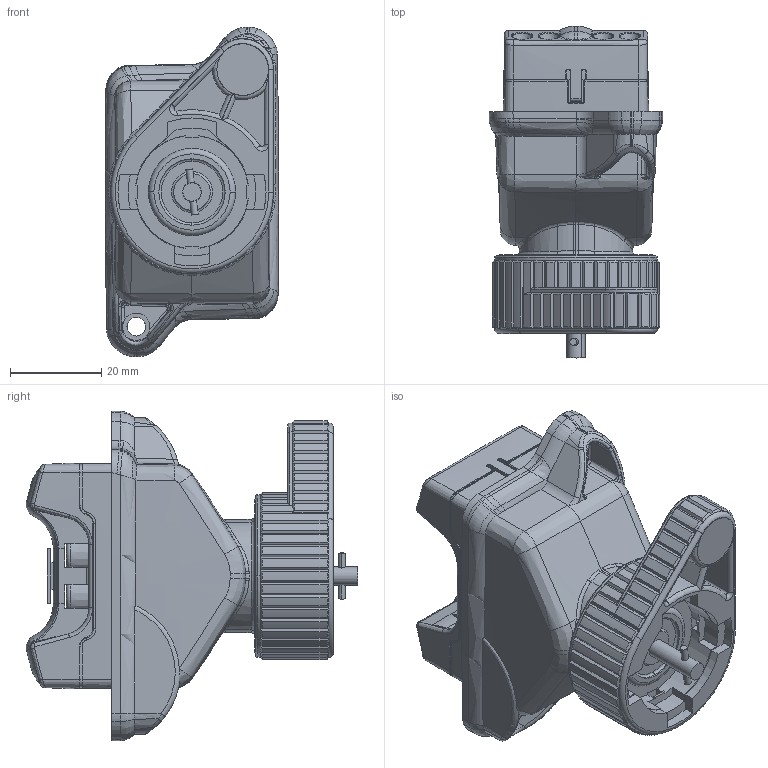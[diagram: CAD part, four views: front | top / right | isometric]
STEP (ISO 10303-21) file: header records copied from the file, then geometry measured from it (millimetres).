
FILE_DESCRIPTION((''),'2;1');
FILE_NAME('05-1142-0237_VERSCHLUSSGEH_SM','2023-10-19T09:34:38',('Beil'),(''),'CREO PARAMETRIC BY PTC INC, 2019030','CREO PARAMETRIC BY PTC INC, 2019030','');
FILE_SCHEMA(('CONFIG_CONTROL_DESIGN','SHAPE_APPEARANCE_LAYERS_GROUPS'));
Products named in the file (1): 05-1142-0237_VERSCHLUSSGEH_SM
Bounding box: 37.98 x 72.65 x 72.14 mm (x, y, z)
Volume: 72357.2 mm3; surface area: 27947.5 mm2
Topology: 1 solids, 1 shells, 2534 faces, 6641 edges, 4120 vertices
Faces by surface type: plane 1206, bspline 510, cylinder 479, cone 224, torus 105, extrusion 8, revolution 2
Entity records: 133460 total; most frequent: CARTESIAN_POINT 41379, ORIENTED_EDGE 13274, DIRECTION 10926, PRESENTATION_STYLE_ASSIGNMENT 7750, STYLED_ITEM 6641, CURVE_STYLE 6639, EDGE_CURVE 6637, VERTEX_POINT 4120
